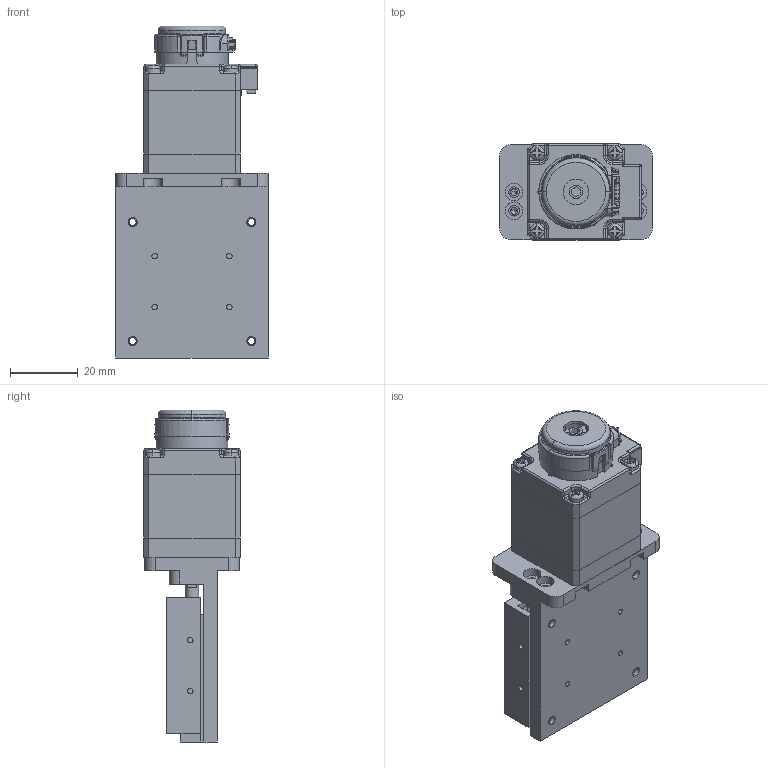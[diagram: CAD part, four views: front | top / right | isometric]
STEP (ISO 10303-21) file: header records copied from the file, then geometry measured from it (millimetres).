
FILE_DESCRIPTION (( 'STEP AP214' ), '1' );
FILE_NAME ('nPS35-08, without sensors.STEP', '2021-02-09T21:59:31', ( '' ), ( '' ), 'SwSTEP 2.0', 'SolidWorks 2020', '' );
FILE_SCHEMA (( 'AUTOMOTIVE_DESIGN' ));
Length unit declared in the file: millimetre
Products named in the file (3): nPS35-08, without sensors; BASE, PST15XX-4L; CARRIAGE, PST15XX-4L
Assembly tree (2 placements, depth 2):
  nPS35-08, without sensors
    BASE, PST15XX-4L
    CARRIAGE, PST15XX-4L
Bounding box: 45 x 28.3 x 97.83 mm (x, y, z)
Volume: 56335.9 mm3; surface area: 27772.5 mm2
Topology: 2 solids, 2 shells, 2175 faces, 5521 edges, 3483 vertices
Faces by surface type: plane 1261, cylinder 641, cone 111, torus 81, bspline 58, sphere 23
Entity records: 67086 total; most frequent: CARTESIAN_POINT 14316, DIRECTION 10998, ORIENTED_EDGE 10942, EDGE_CURVE 5471, AXIS2_PLACEMENT_3D 3788, VERTEX_POINT 3483, LINE 3422, VECTOR 3422
